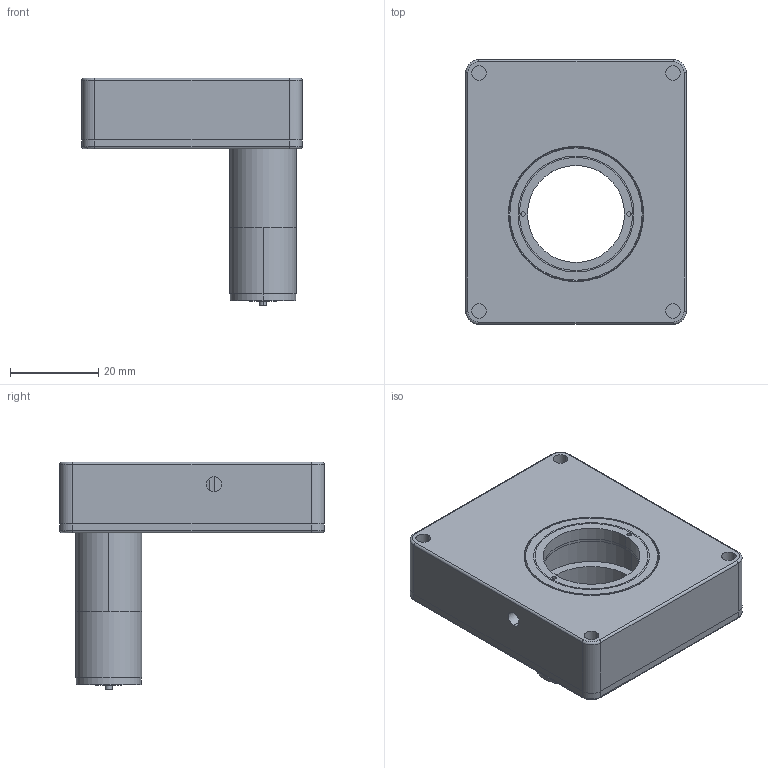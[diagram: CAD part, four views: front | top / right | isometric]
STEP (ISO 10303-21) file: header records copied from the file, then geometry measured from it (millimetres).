
FILE_DESCRIPTION (( 'STEP AP214' ), '1' );
FILE_NAME ('08PMR-1.STEP', '2018-04-18T02:11:22', ( '' ), ( '' ), 'SwSTEP 2.0', 'SolidWorks 2016', '' );
FILE_SCHEMA (( 'AUTOMOTIVE_DESIGN' ));
Length unit declared in the file: millimetre
Products named in the file (1): 08PMR-1
Bounding box: 50 x 60 x 51.6 mm (x, y, z)
Surface area: 15455.7 mm2 (no closed solid volume)
Topology: 0 solids, 14 shells, 203 faces, 569 edges, 384 vertices
Faces by surface type: cylinder 97, plane 74, cone 22, torus 10
Entity records: 8818 total; most frequent: DIRECTION 1245, CARTESIAN_POINT 1157, ORIENTED_EDGE 958, EDGE_CURVE 569, AXIS2_PLACEMENT_3D 472, VERTEX_POINT 384, VECTOR 301, LINE 301
